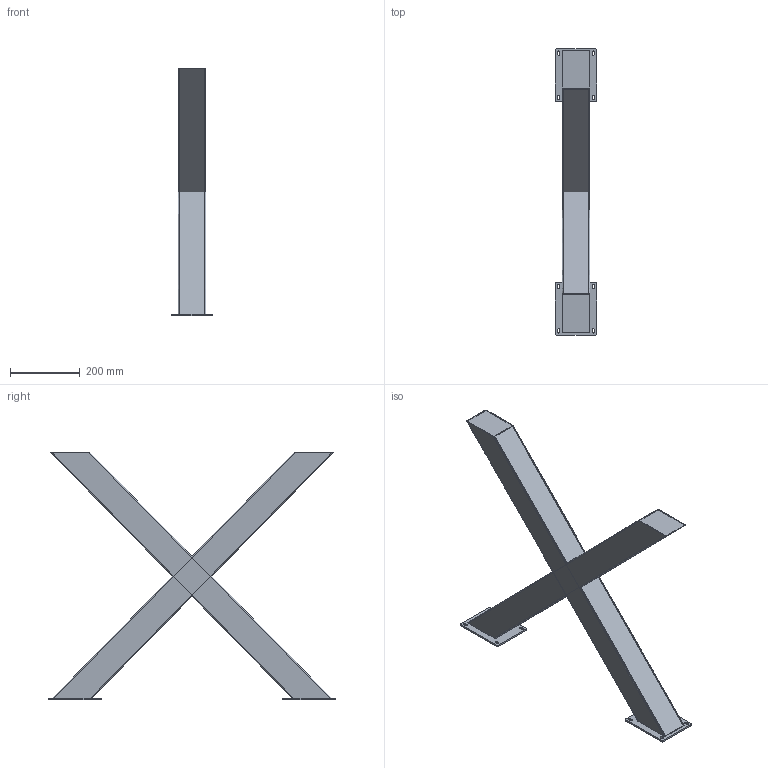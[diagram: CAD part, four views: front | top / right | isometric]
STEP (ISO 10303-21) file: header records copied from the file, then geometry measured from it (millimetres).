
FILE_DESCRIPTION(/* description */ (''),/* implementation_level */ '2;1');
FILE_NAME(/* name */ 'NM-INDUSTRIA-X80-710X820-20M.stp',/* time_stamp */ '2023-07-28T14:41:12+02:00',/* author */ ('BartlomiejH'),/* organization */ (''),/* preprocessor_version */ 'ST-DEVELOPER v19.2',/* originating_system */ 'Autodesk Inventor 2023',/* authorisation */ '');
FILE_SCHEMA (('AUTOMOTIVE_DESIGN { 1 0 10303 214 3 1 1 }'));
Length unit declared in the file: millimetre
Products named in the file (4): NM-INDUSTRIA-X80-710X820-20M; mocowanie 120 x152; kątownik_1 X80; kątownik_2 X80
Assembly tree (4 placements, depth 2):
  NM-INDUSTRIA-X80-710X820-20M
    mocowanie 120 x152  x2
    kątownik_1 X80
    kątownik_2 X80
Bounding box: 120 x 820 x 710 mm (x, y, z)
Volume: 1242547.7 mm3; surface area: 1336368.4 mm2
Topology: 6 solids, 6 shells, 108 faces, 300 edges, 216 vertices
Faces by surface type: plane 60, cylinder 32, bspline 16
Entity records: 2836 total; most frequent: CARTESIAN_POINT 555, DIRECTION 438, ORIENTED_EDGE 432, EDGE_CURVE 216, AXIS2_PLACEMENT_3D 147, LINE 144, VECTOR 144, VERTEX_POINT 144
